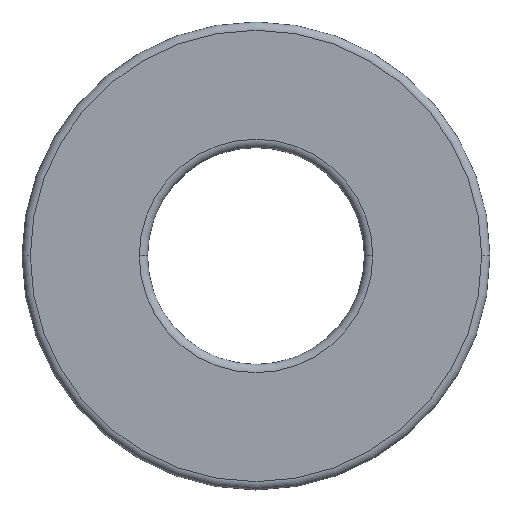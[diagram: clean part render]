
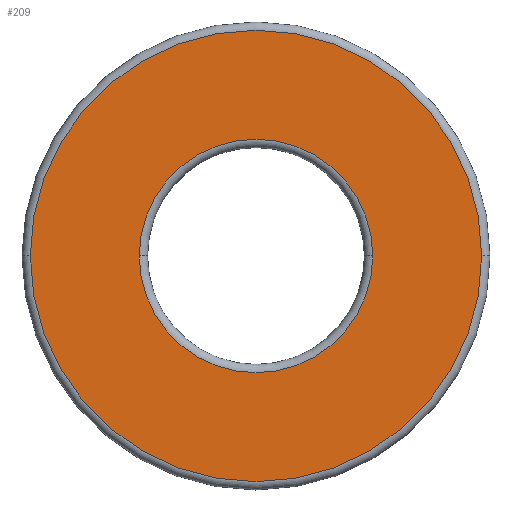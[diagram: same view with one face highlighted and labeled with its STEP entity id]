
A CAD part, top view. The second image highlights one B-rep face of the part: STEP entity #209.
In plain terms, the highlighted planar face has unit normal (0, 0, 1).
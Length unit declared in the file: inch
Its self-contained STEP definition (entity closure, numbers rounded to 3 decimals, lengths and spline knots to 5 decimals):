
#8 = CARTESIAN_POINT ( 'NONE',  ( 0., 0., 0.0155 ) ) ;
#11 = DIRECTION ( 'NONE',  ( 0., 0., 1. ) ) ;
#12 = DIRECTION ( 'NONE',  ( 1., 0., 0. ) ) ;
#36 = CARTESIAN_POINT ( 'NONE',  ( 0.10925, 0., 0.0155 ) ) ;
#41 = CARTESIAN_POINT ( 'NONE',  ( 0., 0., 0.0155 ) ) ;
#53 = VERTEX_POINT ( 'NONE', #36 ) ;
#60 = CARTESIAN_POINT ( 'NONE',  ( -0.10925, 0., 0.0155 ) ) ;
#63 = EDGE_CURVE ( 'NONE', #183, #353, #100, .T. ) ;
#66 = AXIS2_PLACEMENT_3D ( 'NONE', #310, #143, #154 ) ;
#67 = CIRCLE ( 'NONE', #66, 0.10925 ) ;
#84 = EDGE_CURVE ( 'NONE', #53, #169, #168, .T. ) ;
#93 = DIRECTION ( 'NONE',  ( 1., 0., 0. ) ) ;
#98 = CARTESIAN_POINT ( 'NONE',  ( 0., 0., 0.0155 ) ) ;
#100 = CIRCLE ( 'NONE', #152, 0.21125 ) ;
#103 = FACE_OUTER_BOUND ( 'NONE', #315, .T. ) ;
#104 = ORIENTED_EDGE ( 'NONE', *, *, #281, .T. ) ;
#110 = DIRECTION ( 'NONE',  ( 0., 0., 1. ) ) ;
#124 = ORIENTED_EDGE ( 'NONE', *, *, #84, .T. ) ;
#129 = ORIENTED_EDGE ( 'NONE', *, *, #63, .T. ) ;
#143 = DIRECTION ( 'NONE',  ( 0., 0., -1. ) ) ;
#149 = DIRECTION ( 'NONE',  ( 1., 0., 0. ) ) ;
#152 = AXIS2_PLACEMENT_3D ( 'NONE', #8, #110, #290 ) ;
#154 = DIRECTION ( 'NONE',  ( 1., 0., 0. ) ) ;
#164 = AXIS2_PLACEMENT_3D ( 'NONE', #171, #11, #149 ) ;
#168 = CIRCLE ( 'NONE', #271, 0.10925 ) ;
#169 = VERTEX_POINT ( 'NONE', #60 ) ;
#171 = CARTESIAN_POINT ( 'NONE',  ( 0., 0., 0.0155 ) ) ;
#183 = VERTEX_POINT ( 'NONE', #264 ) ;
#193 = EDGE_LOOP ( 'NONE', ( #124, #104 ) ) ;
#206 = PLANE ( 'NONE',  #164 ) ;
#209 = ADVANCED_FACE ( 'NONE', ( #103, #333 ), #206, .T. ) ;
#218 = CARTESIAN_POINT ( 'NONE',  ( -0.21125, 0., 0.0155 ) ) ;
#225 = ORIENTED_EDGE ( 'NONE', *, *, #249, .T. ) ;
#235 = DIRECTION ( 'NONE',  ( 0., 0., 1. ) ) ;
#249 = EDGE_CURVE ( 'NONE', #353, #183, #268, .T. ) ;
#264 = CARTESIAN_POINT ( 'NONE',  ( 0.21125, 0., 0.0155 ) ) ;
#268 = CIRCLE ( 'NONE', #284, 0.21125 ) ;
#271 = AXIS2_PLACEMENT_3D ( 'NONE', #98, #343, #93 ) ;
#281 = EDGE_CURVE ( 'NONE', #169, #53, #67, .T. ) ;
#284 = AXIS2_PLACEMENT_3D ( 'NONE', #41, #235, #12 ) ;
#290 = DIRECTION ( 'NONE',  ( 1., 0., 0. ) ) ;
#310 = CARTESIAN_POINT ( 'NONE',  ( 0., 0., 0.0155 ) ) ;
#315 = EDGE_LOOP ( 'NONE', ( #129, #225 ) ) ;
#333 = FACE_BOUND ( 'NONE', #193, .T. ) ;
#343 = DIRECTION ( 'NONE',  ( 0., 0., -1. ) ) ;
#353 = VERTEX_POINT ( 'NONE', #218 ) ;
